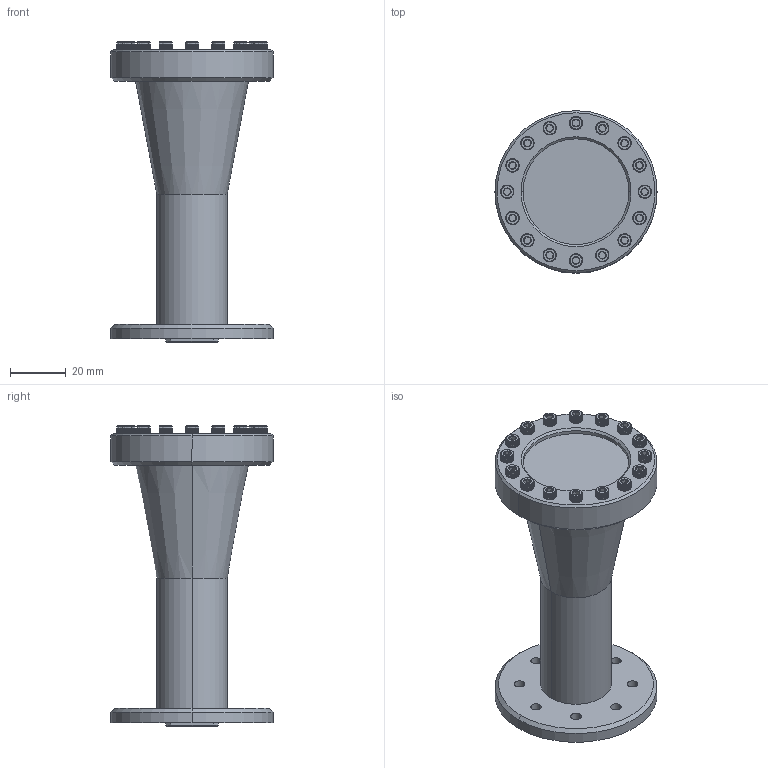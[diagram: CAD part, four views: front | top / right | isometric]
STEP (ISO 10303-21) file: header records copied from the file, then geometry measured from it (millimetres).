
FILE_DESCRIPTION (( 'STEP AP203' ), '1' );
FILE_NAME ('DMAF-28-101-RC-MC.STEP', '2022-08-22T16:38:20', ( '' ), ( '' ), 'SwSTEP 2.0', 'SolidWorks 2021', '' );
FILE_SCHEMA (( 'CONFIG_CONTROL_DESIGN' ));
Products named in the file (1): DMAF-28-101-RC-MC
Bounding box: 58.42 x 58.42 x 108.18 mm (x, y, z)
Volume: 100987.9 mm3; surface area: 21518.6 mm2
Topology: 1 solids, 1 shells, 4675 faces, 11220 edges, 7382 vertices
Faces by surface type: plane 3353, cylinder 1124, cone 194, bspline 4
Entity records: 137327 total; most frequent: DIRECTION 24470, CARTESIAN_POINT 24362, ORIENTED_EDGE 22424, EDGE_CURVE 11212, AXIS2_PLACEMENT_3D 8706, VERTEX_POINT 7382, LINE 7058, VECTOR 7058
